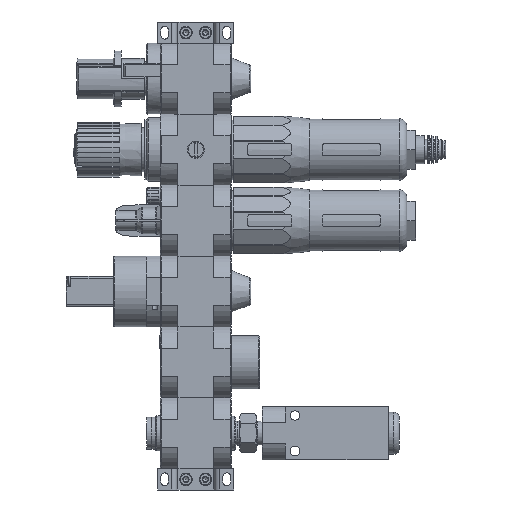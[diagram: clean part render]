
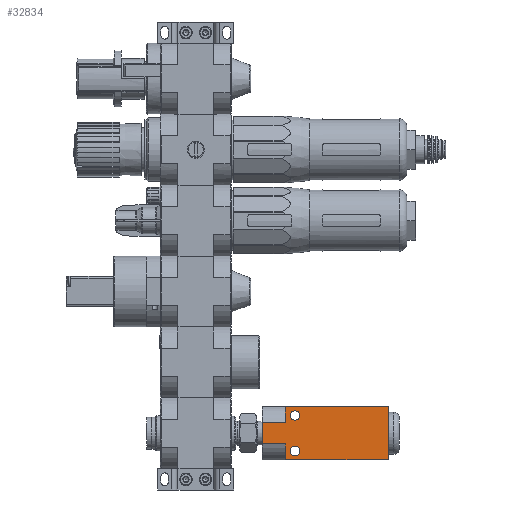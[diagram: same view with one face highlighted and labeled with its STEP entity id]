
A CAD part, left-side view. The second image highlights one B-rep face of the part: STEP entity #32834.
In plain terms, the highlighted planar face has unit normal (-1, 0, 0).
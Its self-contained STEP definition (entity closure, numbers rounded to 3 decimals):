
#3293=CIRCLE('',#47819,2.65);
#3294=CIRCLE('',#47820,2.65);
#11650=ORIENTED_EDGE('',*,*,#16797,.T.);
#11651=ORIENTED_EDGE('',*,*,#16798,.T.);
#11652=ORIENTED_EDGE('',*,*,#16799,.T.);
#11653=ORIENTED_EDGE('',*,*,#16800,.T.);
#11654=ORIENTED_EDGE('',*,*,#16801,.F.);
#11655=ORIENTED_EDGE('',*,*,#16538,.F.);
#11656=ORIENTED_EDGE('',*,*,#16802,.T.);
#11657=ORIENTED_EDGE('',*,*,#16803,.T.);
#11658=ORIENTED_EDGE('',*,*,#16804,.F.);
#11659=ORIENTED_EDGE('',*,*,#16795,.T.);
#16538=EDGE_CURVE('',#19901,#19895,#22160,.T.);
#16795=EDGE_CURVE('',#20112,#20111,#22386,.T.);
#16797=EDGE_CURVE('',#20113,#20113,#3293,.T.);
#16798=EDGE_CURVE('',#20114,#20114,#3294,.T.);
#16799=EDGE_CURVE('',#20111,#20115,#22388,.T.);
#16800=EDGE_CURVE('',#20115,#20116,#22389,.T.);
#16801=EDGE_CURVE('',#19895,#20116,#22390,.T.);
#16802=EDGE_CURVE('',#19901,#20117,#22391,.T.);
#16803=EDGE_CURVE('',#20117,#20118,#22392,.T.);
#16804=EDGE_CURVE('',#20112,#20118,#22393,.T.);
#19895=VERTEX_POINT('',#68317);
#19901=VERTEX_POINT('',#68329);
#20111=VERTEX_POINT('',#68863);
#20112=VERTEX_POINT('',#68865);
#20113=VERTEX_POINT('',#68869);
#20114=VERTEX_POINT('',#68871);
#20115=VERTEX_POINT('',#68873);
#20116=VERTEX_POINT('',#68875);
#20117=VERTEX_POINT('',#68878);
#20118=VERTEX_POINT('',#68880);
#22160=LINE('',#68330,#24459);
#22386=LINE('',#68864,#24685);
#22388=LINE('',#68872,#24687);
#22389=LINE('',#68874,#24688);
#22390=LINE('',#68876,#24689);
#22391=LINE('',#68877,#24690);
#22392=LINE('',#68879,#24691);
#22393=LINE('',#68881,#24692);
#24459=VECTOR('',#56579,1000.);
#24685=VECTOR('',#56969,1000.);
#24687=VECTOR('',#56977,1000.);
#24688=VECTOR('',#56978,1000.);
#24689=VECTOR('',#56979,1000.);
#24690=VECTOR('',#56980,1000.);
#24691=VECTOR('',#56981,1000.);
#24692=VECTOR('',#56982,1000.);
#27218=EDGE_LOOP('',(#11650));
#27219=EDGE_LOOP('',(#11651));
#27220=EDGE_LOOP('',(#11652,#11653,#11654,#11655,#11656,#11657,#11658,#11659));
#29782=FACE_BOUND('',#27218,.T.);
#29783=FACE_BOUND('',#27219,.T.);
#29784=FACE_BOUND('',#27220,.T.);
#30954=PLANE('',#47818);
#32834=ADVANCED_FACE('',(#29782,#29783,#29784),#30954,.F.);
#47818=AXIS2_PLACEMENT_3D('',#68867,#56971,#56972);
#47819=AXIS2_PLACEMENT_3D('',#68868,#56973,#56974);
#47820=AXIS2_PLACEMENT_3D('',#68870,#56975,#56976);
#56579=DIRECTION('',(0.,0.,-1.));
#56969=DIRECTION('',(0.,0.,-1.));
#56971=DIRECTION('',(1.,0.,0.));
#56972=DIRECTION('',(0.,0.,-1.));
#56973=DIRECTION('',(1.,0.,0.));
#56974=DIRECTION('',(0.,0.,-1.));
#56975=DIRECTION('',(1.,0.,0.));
#56976=DIRECTION('',(0.,0.,-1.));
#56977=DIRECTION('',(0.,-1.,0.));
#56978=DIRECTION('',(0.,0.,1.));
#56979=DIRECTION('',(0.,1.,0.));
#56980=DIRECTION('',(0.,1.,0.));
#56981=DIRECTION('',(0.,0.,1.));
#56982=DIRECTION('',(0.,-1.,0.));
#68317=CARTESIAN_POINT('',(0.,0.,-6.));
#68329=CARTESIAN_POINT('',(0.,0.,6.));
#68330=CARTESIAN_POINT('',(0.,0.,15.));
#68863=CARTESIAN_POINT('',(0.,71.2,-15.));
#68864=CARTESIAN_POINT('',(0.,71.2,15.));
#68865=CARTESIAN_POINT('',(0.,71.2,15.));
#68867=CARTESIAN_POINT('',(0.,71.2,15.));
#68868=CARTESIAN_POINT('',(0.,18.5,-10.));
#68869=CARTESIAN_POINT('',(0.,18.5,-12.65));
#68870=CARTESIAN_POINT('',(0.,18.5,10.));
#68871=CARTESIAN_POINT('',(0.,18.5,7.35));
#68872=CARTESIAN_POINT('',(0.,71.2,-15.));
#68873=CARTESIAN_POINT('',(0.,13.1,-15.));
#68874=CARTESIAN_POINT('',(0.,13.1,15.));
#68875=CARTESIAN_POINT('',(0.,13.1,-6.));
#68876=CARTESIAN_POINT('',(0.,-1.9,-6.));
#68877=CARTESIAN_POINT('',(0.,-1.9,6.));
#68878=CARTESIAN_POINT('',(0.,13.1,6.));
#68879=CARTESIAN_POINT('',(0.,13.1,15.));
#68880=CARTESIAN_POINT('',(0.,13.1,15.));
#68881=CARTESIAN_POINT('',(0.,71.2,15.));
